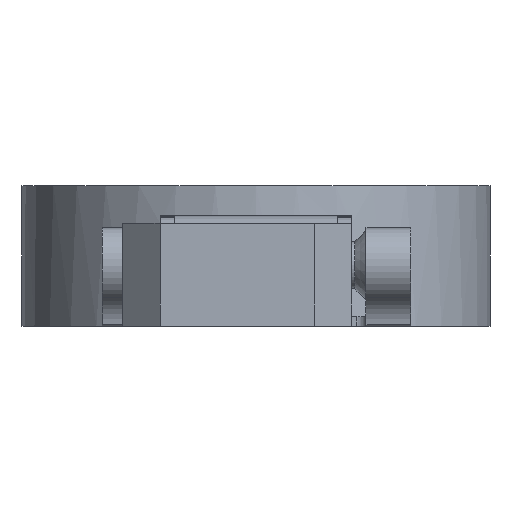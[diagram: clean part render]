
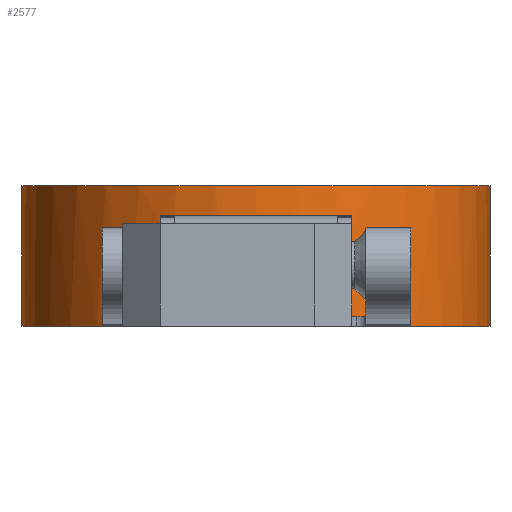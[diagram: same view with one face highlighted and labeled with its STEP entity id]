
A CAD part, front view. The second image highlights one B-rep face of the part: STEP entity #2577.
In plain terms, the highlighted cylindrical face has radius 12.5 mm (diameter 25 mm), a full revolution.
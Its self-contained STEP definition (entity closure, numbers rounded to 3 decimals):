
#48=FACE_BOUND('',#416,.T.);
#87=B_SPLINE_CURVE_WITH_KNOTS('',3,(#3771,#3772,#3773,#3774),
 .UNSPECIFIED.,.F.,.F.,(4,4),(3.187,3.253),
 .UNSPECIFIED.);
#88=B_SPLINE_CURVE_WITH_KNOTS('',3,(#3864,#3865,#3866,#3867),
 .UNSPECIFIED.,.F.,.F.,(4,4),(2.247,2.313),
 .UNSPECIFIED.);
#95=CIRCLE('',#2722,12.5);
#97=CIRCLE('',#2726,12.5);
#99=CIRCLE('',#2729,12.5);
#100=CIRCLE('',#2731,12.5);
#101=CIRCLE('',#2733,12.5);
#102=CIRCLE('',#2736,12.5);
#103=CIRCLE('',#2737,12.5);
#105=CIRCLE('',#2742,12.5);
#107=CIRCLE('',#2745,12.5);
#108=CIRCLE('',#2746,12.5);
#209=CYLINDRICAL_SURFACE('',#2744,12.5);
#269=FACE_OUTER_BOUND('',#415,.T.);
#415=EDGE_LOOP('',(#1795,#1796,#1797,#1798,#1799,#1800,#1801,#1802,#1803,
#1804,#1805,#1806,#1807,#1808,#1809,#1810,#1811,#1812,#1813));
#416=EDGE_LOOP('',(#1814));
#579=LINE('',#3758,#835);
#592=LINE('',#3800,#848);
#595=LINE('',#3812,#851);
#601=LINE('',#3836,#857);
#606=LINE('',#3850,#862);
#607=LINE('',#3852,#863);
#608=LINE('',#3863,#864);
#609=LINE('',#3868,#865);
#835=VECTOR('',#2977,10.);
#848=VECTOR('',#3006,10.);
#851=VECTOR('',#3021,10.);
#857=VECTOR('',#3047,10.);
#862=VECTOR('',#3062,10.);
#863=VECTOR('',#3065,10.);
#864=VECTOR('',#3076,10.);
#865=VECTOR('',#3077,10.);
#1091=VERTEX_POINT('',#3756);
#1092=VERTEX_POINT('',#3757);
#1097=VERTEX_POINT('',#3768);
#1098=VERTEX_POINT('',#3770);
#1108=VERTEX_POINT('',#3798);
#1109=VERTEX_POINT('',#3799);
#1110=VERTEX_POINT('',#3804);
#1112=VERTEX_POINT('',#3810);
#1113=VERTEX_POINT('',#3814);
#1114=VERTEX_POINT('',#3815);
#1115=VERTEX_POINT('',#3822);
#1116=VERTEX_POINT('',#3826);
#1117=VERTEX_POINT('',#3827);
#1120=VERTEX_POINT('',#3835);
#1122=VERTEX_POINT('',#3842);
#1123=VERTEX_POINT('',#3844);
#1125=VERTEX_POINT('',#3854);
#1127=VERTEX_POINT('',#3859);
#1128=VERTEX_POINT('',#3860);
#1129=VERTEX_POINT('',#3862);
#1350=EDGE_CURVE('',#1091,#1092,#579,.T.);
#1356=EDGE_CURVE('',#1097,#1098,#87,.T.);
#1368=EDGE_CURVE('',#1108,#1109,#592,.T.);
#1371=EDGE_CURVE('',#1109,#1110,#95,.T.);
#1375=EDGE_CURVE('',#1112,#1097,#595,.T.);
#1376=EDGE_CURVE('',#1113,#1114,#97,.T.);
#1379=EDGE_CURVE('',#1092,#1108,#99,.T.);
#1380=EDGE_CURVE('',#1098,#1115,#100,.T.);
#1382=EDGE_CURVE('',#1116,#1117,#101,.T.);
#1386=EDGE_CURVE('',#1115,#1120,#601,.T.);
#1389=EDGE_CURVE('',#1120,#1091,#102,.T.);
#1391=EDGE_CURVE('',#1122,#1123,#103,.T.);
#1394=EDGE_CURVE('',#1114,#1122,#606,.T.);
#1395=EDGE_CURVE('',#1110,#1113,#607,.T.);
#1396=EDGE_CURVE('',#1125,#1125,#105,.T.);
#1398=EDGE_CURVE('',#1127,#1128,#107,.T.);
#1399=EDGE_CURVE('',#1129,#1127,#608,.T.);
#1400=EDGE_CURVE('',#1117,#1129,#88,.T.);
#1401=EDGE_CURVE('',#1123,#1116,#609,.T.);
#1402=EDGE_CURVE('',#1128,#1112,#108,.T.);
#1795=ORIENTED_EDGE('',*,*,#1398,.F.);
#1796=ORIENTED_EDGE('',*,*,#1399,.F.);
#1797=ORIENTED_EDGE('',*,*,#1400,.F.);
#1798=ORIENTED_EDGE('',*,*,#1382,.F.);
#1799=ORIENTED_EDGE('',*,*,#1401,.F.);
#1800=ORIENTED_EDGE('',*,*,#1391,.F.);
#1801=ORIENTED_EDGE('',*,*,#1394,.F.);
#1802=ORIENTED_EDGE('',*,*,#1376,.F.);
#1803=ORIENTED_EDGE('',*,*,#1395,.F.);
#1804=ORIENTED_EDGE('',*,*,#1371,.F.);
#1805=ORIENTED_EDGE('',*,*,#1368,.F.);
#1806=ORIENTED_EDGE('',*,*,#1379,.F.);
#1807=ORIENTED_EDGE('',*,*,#1350,.F.);
#1808=ORIENTED_EDGE('',*,*,#1389,.F.);
#1809=ORIENTED_EDGE('',*,*,#1386,.F.);
#1810=ORIENTED_EDGE('',*,*,#1380,.F.);
#1811=ORIENTED_EDGE('',*,*,#1356,.F.);
#1812=ORIENTED_EDGE('',*,*,#1375,.F.);
#1813=ORIENTED_EDGE('',*,*,#1402,.F.);
#1814=ORIENTED_EDGE('',*,*,#1396,.F.);
#2577=ADVANCED_FACE('',(#269,#48),#209,.T.);
#2722=AXIS2_PLACEMENT_3D('',#3805,#3013,#3014);
#2726=AXIS2_PLACEMENT_3D('',#3816,#3024,#3025);
#2729=AXIS2_PLACEMENT_3D('',#3820,#3031,#3032);
#2731=AXIS2_PLACEMENT_3D('',#3823,#3035,#3036);
#2733=AXIS2_PLACEMENT_3D('',#3828,#3040,#3041);
#2736=AXIS2_PLACEMENT_3D('',#3841,#3052,#3053);
#2737=AXIS2_PLACEMENT_3D('',#3845,#3055,#3056);
#2742=AXIS2_PLACEMENT_3D('',#3855,#3068,#3069);
#2744=AXIS2_PLACEMENT_3D('',#3858,#3072,#3073);
#2745=AXIS2_PLACEMENT_3D('',#3861,#3074,#3075);
#2746=AXIS2_PLACEMENT_3D('',#3869,#3078,#3079);
#2977=DIRECTION('',(0.,1.,0.));
#3006=DIRECTION('',(0.,-1.,0.));
#3013=DIRECTION('center_axis',(0.,-1.,0.));
#3014=DIRECTION('ref_axis',(0.,0.,1.));
#3021=DIRECTION('',(0.,1.,0.));
#3024=DIRECTION('center_axis',(0.,-1.,0.));
#3025=DIRECTION('ref_axis',(0.,0.,1.));
#3031=DIRECTION('center_axis',(0.,-1.,0.));
#3032=DIRECTION('ref_axis',(0.,0.,1.));
#3035=DIRECTION('center_axis',(0.,-1.,0.));
#3036=DIRECTION('ref_axis',(0.,0.,1.));
#3040=DIRECTION('center_axis',(0.,-1.,0.));
#3041=DIRECTION('ref_axis',(0.,0.,1.));
#3047=DIRECTION('',(0.,-1.,0.));
#3052=DIRECTION('center_axis',(0.,-1.,0.));
#3053=DIRECTION('ref_axis',(0.,0.,1.));
#3055=DIRECTION('center_axis',(0.,-1.,0.));
#3056=DIRECTION('ref_axis',(0.,0.,1.));
#3062=DIRECTION('',(0.,-1.,0.));
#3065=DIRECTION('',(0.,1.,0.));
#3068=DIRECTION('center_axis',(0.,1.,0.));
#3069=DIRECTION('ref_axis',(0.,0.,1.));
#3072=DIRECTION('center_axis',(0.,-1.,0.));
#3073=DIRECTION('ref_axis',(0.,0.,1.));
#3074=DIRECTION('center_axis',(0.,-1.,0.));
#3075=DIRECTION('ref_axis',(0.,0.,1.));
#3076=DIRECTION('',(0.,-1.,0.));
#3077=DIRECTION('',(0.,1.,0.));
#3078=DIRECTION('center_axis',(0.,-1.,0.));
#3079=DIRECTION('ref_axis',(0.,0.,1.));
#3756=CARTESIAN_POINT('',(-9.,0.,-122.901));
#3757=CARTESIAN_POINT('',(-9.,5.5,-122.901));
#3758=CARTESIAN_POINT('',(-9.,4.5,-122.901));
#3768=CARTESIAN_POINT('',(-8.25,5.502,-99.791));
#3770=CARTESIAN_POINT('',(-8.878,5.5,-100.045));
#3771=CARTESIAN_POINT('Ctrl Pts',(-8.25,5.502,-99.791));
#3772=CARTESIAN_POINT('Ctrl Pts',(-8.461,5.501,-99.87));
#3773=CARTESIAN_POINT('Ctrl Pts',(-8.671,5.5,-99.954));
#3774=CARTESIAN_POINT('Ctrl Pts',(-8.878,5.5,-100.045));
#3798=CARTESIAN_POINT('',(-5.945,5.5,-123.827));
#3799=CARTESIAN_POINT('',(-5.945,3.,-123.827));
#3800=CARTESIAN_POINT('',(-5.945,4.5,-123.827));
#3804=CARTESIAN_POINT('',(-1.805,3.,-123.827));
#3805=CARTESIAN_POINT('Origin',(-3.875,3.,-111.5));
#3810=CARTESIAN_POINT('',(-8.25,0.5,-99.791));
#3812=CARTESIAN_POINT('',(-8.25,4.5,-99.791));
#3814=CARTESIAN_POINT('',(-1.805,5.5,-123.827));
#3815=CARTESIAN_POINT('',(1.25,5.5,-122.901));
#3816=CARTESIAN_POINT('Origin',(-3.875,5.5,-111.5));
#3820=CARTESIAN_POINT('Origin',(-3.875,5.5,-111.5));
#3822=CARTESIAN_POINT('',(-9.,5.5,-100.099));
#3823=CARTESIAN_POINT('Origin',(-3.875,5.5,-111.5));
#3826=CARTESIAN_POINT('',(1.25,5.5,-100.099));
#3827=CARTESIAN_POINT('',(1.128,5.5,-100.045));
#3828=CARTESIAN_POINT('Origin',(-3.875,5.5,-111.5));
#3835=CARTESIAN_POINT('',(-9.,0.,-100.099));
#3836=CARTESIAN_POINT('',(-9.,4.5,-100.099));
#3841=CARTESIAN_POINT('Origin',(-3.875,0.,-111.5));
#3842=CARTESIAN_POINT('',(1.25,0.,-122.901));
#3844=CARTESIAN_POINT('',(1.25,0.,-100.099));
#3845=CARTESIAN_POINT('Origin',(-3.875,0.,-111.5));
#3850=CARTESIAN_POINT('',(1.25,4.5,-122.901));
#3852=CARTESIAN_POINT('',(-1.805,4.5,-123.827));
#3854=CARTESIAN_POINT('',(-3.875,7.5,-99.));
#3855=CARTESIAN_POINT('Origin',(-3.875,7.5,-111.5));
#3858=CARTESIAN_POINT('Origin',(-3.875,4.5,-111.5));
#3859=CARTESIAN_POINT('',(0.5,0.5,-99.791));
#3860=CARTESIAN_POINT('',(-3.875,0.5,-99.));
#3861=CARTESIAN_POINT('Origin',(-3.875,0.5,-111.5));
#3862=CARTESIAN_POINT('',(0.5,5.502,-99.791));
#3863=CARTESIAN_POINT('',(0.5,4.5,-99.791));
#3864=CARTESIAN_POINT('Ctrl Pts',(1.128,5.5,-100.045));
#3865=CARTESIAN_POINT('Ctrl Pts',(0.921,5.5,-99.954));
#3866=CARTESIAN_POINT('Ctrl Pts',(0.711,5.501,-99.87));
#3867=CARTESIAN_POINT('Ctrl Pts',(0.5,5.502,-99.791));
#3868=CARTESIAN_POINT('',(1.25,4.5,-100.099));
#3869=CARTESIAN_POINT('Origin',(-3.875,0.5,-111.5));
